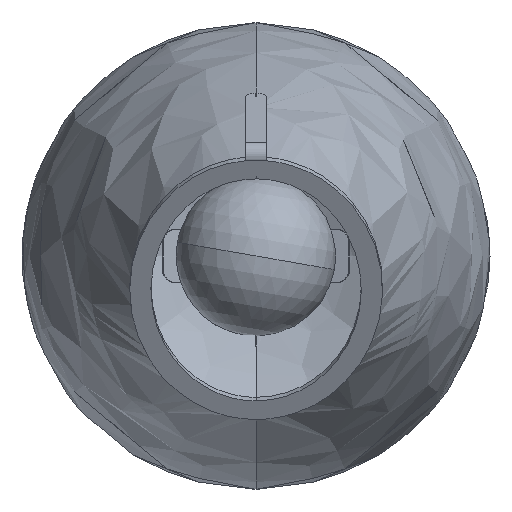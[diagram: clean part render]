
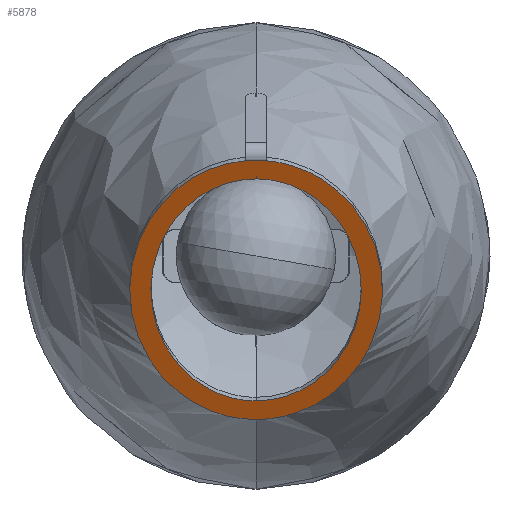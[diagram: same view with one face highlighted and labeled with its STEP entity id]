
A CAD part, front view. The second image highlights one B-rep face of the part: STEP entity #5878.
In plain terms, the highlighted face is planar.
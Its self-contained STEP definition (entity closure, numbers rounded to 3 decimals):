
#306 = VERTEX_POINT ( 'NONE', #12027 ) ;
#850 = CARTESIAN_POINT ( 'NONE',  ( 438.666, 586.377, 0. ) ) ;
#1044 = EDGE_CURVE ( 'NONE', #13145, #306, #9578, .T. ) ;
#1448 = CARTESIAN_POINT ( 'NONE',  ( 363.72, 485.753, 0. ) ) ;
#1801 = AXIS2_PLACEMENT_3D ( 'NONE', #4090, #2870, #13774 ) ;
#1841 = CARTESIAN_POINT ( 'NONE',  ( 442.721, 578.753, 0. ) ) ;
#2306 = ORIENTED_EDGE ( 'NONE', *, *, #1044, .T. ) ;
#2528 = LINE ( 'NONE', #850, #4964 ) ;
#2683 = EDGE_LOOP ( 'NONE', ( #4673, #7660 ) ) ;
#2870 = DIRECTION ( 'NONE',  ( 0., 0., 1. ) ) ;
#4029 = EDGE_CURVE ( 'NONE', #8642, #8260, #9461, .T. ) ;
#4090 = CARTESIAN_POINT ( 'NONE',  ( 442.721, 532.253, 0. ) ) ;
#4189 = PLANE ( 'NONE',  #1801 ) ;
#4673 = ORIENTED_EDGE ( 'NONE', *, *, #4029, .F. ) ;
#4964 = VECTOR ( 'NONE', #15204, 1000. ) ;
#5336 = CARTESIAN_POINT ( 'NONE',  ( 442.721, 485.753, 0. ) ) ;
#5384 = CARTESIAN_POINT ( 'NONE',  ( 442.721, 578.753, 0. ) ) ;
#5647 = CARTESIAN_POINT ( 'NONE',  ( 438.666, 586.377, 0. ) ) ;
#5878 = ADVANCED_FACE ( 'NONE', ( #15303, #12141 ), #4189, .T. ) ;
#7385 = CARTESIAN_POINT ( 'NONE',  ( 442.721, 485.753, 0. ) ) ;
#7433 = EDGE_LOOP ( 'NONE', ( #2306, #13915 ) ) ;
#7660 = ORIENTED_EDGE ( 'NONE', *, *, #10364, .F. ) ;
#7915 = EDGE_CURVE ( 'NONE', #306, #13145, #2528, .T. ) ;
#8124 = CARTESIAN_POINT ( 'NONE',  ( 446.776, 586.377, 0. ) ) ;
#8260 = VERTEX_POINT ( 'NONE', #5384 ) ;
#8642 = VERTEX_POINT ( 'NONE', #7385 ) ;
#9197 = CARTESIAN_POINT ( 'NONE',  ( 438.666, 586.377, 0. ) ) ;
#9461 =( BOUNDED_CURVE ( )  B_SPLINE_CURVE ( 3, ( #5336, #13833, #14824, #1841 ),
 .UNSPECIFIED., .F., .F. ) 
 B_SPLINE_CURVE_WITH_KNOTS ( ( 4, 4 ),
 ( 0., 3.142 ),
 .UNSPECIFIED. ) 
 CURVE ( )  GEOMETRIC_REPRESENTATION_ITEM ( )  RATIONAL_B_SPLINE_CURVE ( ( 1., 0.333, 0.333, 1. ) ) 
 REPRESENTATION_ITEM ( '' )  );
#9505 = CARTESIAN_POINT ( 'NONE',  ( 530.163, 477.93, 0. ) ) ;
#9578 =( BOUNDED_CURVE ( )  B_SPLINE_CURVE ( 3, ( #9197, #10539, #12174, #14239, #9505, #10712, #8124 ),
 .UNSPECIFIED., .F., .F. ) 
 B_SPLINE_CURVE_WITH_KNOTS ( ( 4, 3, 4 ),
 ( 0.085, 3.142, 6.198 ),
 .UNSPECIFIED. ) 
 CURVE ( )  GEOMETRIC_REPRESENTATION_ITEM ( )  RATIONAL_B_SPLINE_CURVE ( ( 1., 0.362, 0.362, 1., 0.362, 0.362, 1. ) ) 
 REPRESENTATION_ITEM ( '' )  );
#9756 = CARTESIAN_POINT ( 'NONE',  ( 363.72, 578.753, 0. ) ) ;
#10364 = EDGE_CURVE ( 'NONE', #8260, #8642, #10708, .T. ) ;
#10539 = CARTESIAN_POINT ( 'NONE',  ( 351.543, 577.84, 0. ) ) ;
#10708 =( BOUNDED_CURVE ( )  B_SPLINE_CURVE ( 3, ( #10855, #9756, #1448, #12201 ),
 .UNSPECIFIED., .F., .F. ) 
 B_SPLINE_CURVE_WITH_KNOTS ( ( 4, 4 ),
 ( 3.142, 6.283 ),
 .UNSPECIFIED. ) 
 CURVE ( )  GEOMETRIC_REPRESENTATION_ITEM ( )  RATIONAL_B_SPLINE_CURVE ( ( 1., 0.333, 0.333, 1. ) ) 
 REPRESENTATION_ITEM ( '' )  );
#10712 = CARTESIAN_POINT ( 'NONE',  ( 533.899, 577.84, 0. ) ) ;
#10855 = CARTESIAN_POINT ( 'NONE',  ( 442.721, 578.753, 0. ) ) ;
#12027 = CARTESIAN_POINT ( 'NONE',  ( 446.776, 586.377, 0. ) ) ;
#12141 = FACE_OUTER_BOUND ( 'NONE', #7433, .T. ) ;
#12174 = CARTESIAN_POINT ( 'NONE',  ( 355.279, 477.93, 0. ) ) ;
#12201 = CARTESIAN_POINT ( 'NONE',  ( 442.721, 485.753, 0. ) ) ;
#13145 = VERTEX_POINT ( 'NONE', #5647 ) ;
#13774 = DIRECTION ( 'NONE',  ( 1., 0., 0. ) ) ;
#13833 = CARTESIAN_POINT ( 'NONE',  ( 521.722, 485.753, 0. ) ) ;
#13915 = ORIENTED_EDGE ( 'NONE', *, *, #7915, .T. ) ;
#14239 = CARTESIAN_POINT ( 'NONE',  ( 442.721, 477.93, 0. ) ) ;
#14824 = CARTESIAN_POINT ( 'NONE',  ( 521.722, 578.753, 0. ) ) ;
#15204 = DIRECTION ( 'NONE',  ( -1., 0., 0. ) ) ;
#15303 = FACE_BOUND ( 'NONE', #2683, .T. ) ;
